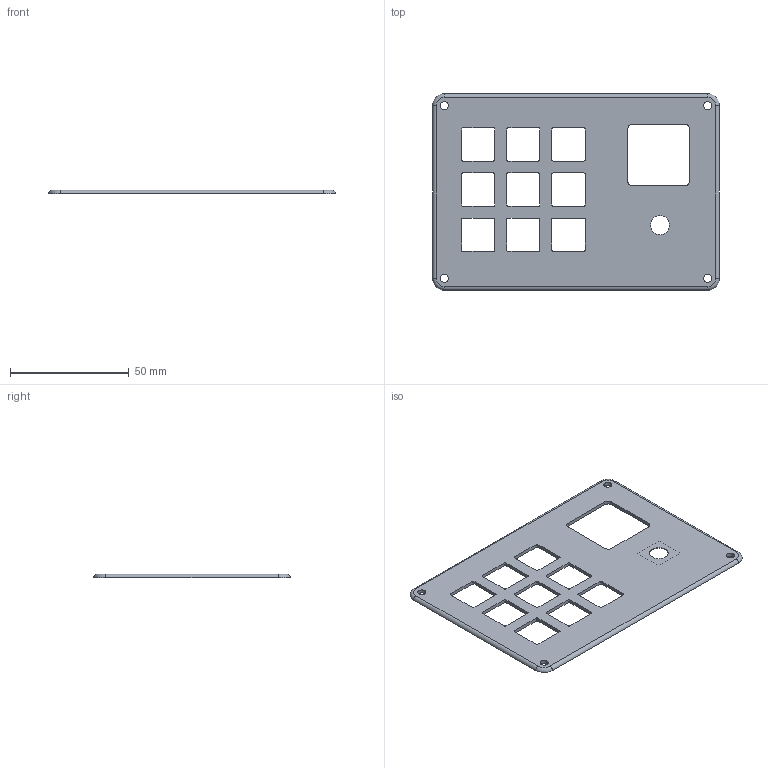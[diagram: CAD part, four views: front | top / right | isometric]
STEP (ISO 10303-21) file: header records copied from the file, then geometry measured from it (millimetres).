
FILE_DESCRIPTION(/* description */ ('','CAx-IF Rec.Pracs.---Representation and Presentation of Product Manufacturing Information (PMI)---4.0---2014-10-13'),/* implementation_level */ '2;1');
FILE_NAME(/* name */ 'top.step',/* time_stamp */ '2025-03-02T13:50:45+02:00',/* author */ (''),/* organization */ (''),/* preprocessor_version */ 'ST-DEVELOPER v20',/* originating_system */ 'Autodesk Translation Framework v13.20.0.188',/* authorisation */ '');
FILE_SCHEMA (('AP242_MANAGED_MODEL_BASED_3D_ENGINEERING_MIM_LF { 1 0 10303 442 1 1 4 }'));
Length unit declared in the file: millimetre
Products named in the file (1): top
Bounding box: 120.96 x 82.91 x 1.5 mm (x, y, z)
Volume: 10901 mm3; surface area: 16356.1 mm2
Topology: 1 solids, 1 shells, 475 faces, 1362 edges, 908 vertices
Faces by surface type: bspline 307, plane 115, cylinder 49, torus 4
Full cylindrical faces by diameter (mm): 3.4 x4, 8 x1
Entity records: 18465 total; most frequent: CARTESIAN_POINT 7965, ORIENTED_EDGE 2724, EDGE_CURVE 1362, DIRECTION 1192, VERTEX_POINT 908, LINE 642, VECTOR 642, B_SPLINE_CURVE_WITH_KNOTS 614
